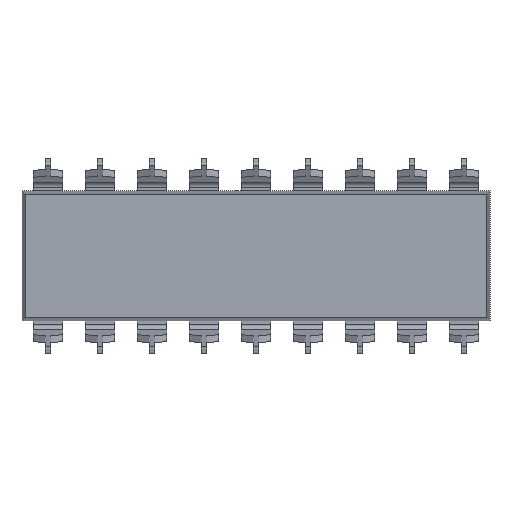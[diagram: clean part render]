
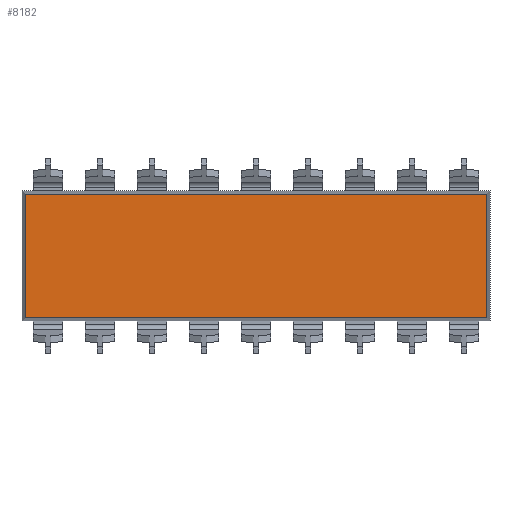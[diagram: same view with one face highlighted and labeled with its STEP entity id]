
A CAD part, front view. The second image highlights one B-rep face of the part: STEP entity #8182.
In plain terms, the highlighted planar face has unit normal (0, -1, 0).
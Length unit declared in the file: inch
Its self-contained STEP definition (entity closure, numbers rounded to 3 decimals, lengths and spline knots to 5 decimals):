
#163 = DIRECTION ( 'NONE',  ( 0., -1., 0. ) ) ;
#210 = LINE ( 'NONE', #9627, #5216 ) ;
#240 = CARTESIAN_POINT ( 'NONE',  ( 0.44423, -0.0725, -0.11923 ) ) ;
#245 = ORIENTED_EDGE ( 'NONE', *, *, #11340, .F. ) ;
#671 = ORIENTED_EDGE ( 'NONE', *, *, #6069, .F. ) ;
#676 = VECTOR ( 'NONE', #1841, 39.37008 ) ;
#903 = CARTESIAN_POINT ( 'NONE',  ( -0.44423, -0.0725, -0.11923 ) ) ;
#1841 = DIRECTION ( 'NONE',  ( 0., 0., -1. ) ) ;
#1896 = CARTESIAN_POINT ( 'NONE',  ( 0., -0.0725, 0. ) ) ;
#3485 = FACE_OUTER_BOUND ( 'NONE', #9984, .T. ) ;
#3798 = PLANE ( 'NONE',  #9164 ) ;
#4395 = DIRECTION ( 'NONE',  ( 0., 0., 1. ) ) ;
#4491 = VECTOR ( 'NONE', #5875, 39.37008 ) ;
#5216 = VECTOR ( 'NONE', #11765, 39.37008 ) ;
#5541 = LINE ( 'NONE', #8615, #676 ) ;
#5708 = DIRECTION ( 'NONE',  ( 0., 0., 1. ) ) ;
#5875 = DIRECTION ( 'NONE',  ( 1., 0., 0. ) ) ;
#5944 = CARTESIAN_POINT ( 'NONE',  ( -0.44423, -0.0725, 0.11923 ) ) ;
#6069 = EDGE_CURVE ( 'NONE', #10172, #6126, #210, .T. ) ;
#6126 = VERTEX_POINT ( 'NONE', #903 ) ;
#6137 = VERTEX_POINT ( 'NONE', #5944 ) ;
#6543 = LINE ( 'NONE', #8250, #11416 ) ;
#6827 = CARTESIAN_POINT ( 'NONE',  ( 0.44423, -0.0725, 0.11923 ) ) ;
#7077 = LINE ( 'NONE', #12578, #4491 ) ;
#7199 = EDGE_CURVE ( 'NONE', #6126, #6137, #6543, .T. ) ;
#7759 = VERTEX_POINT ( 'NONE', #6827 ) ;
#8182 = ADVANCED_FACE ( 'NONE', ( #3485 ), #3798, .T. ) ;
#8250 = CARTESIAN_POINT ( 'NONE',  ( -0.44423, -0.0725, -0.125 ) ) ;
#8615 = CARTESIAN_POINT ( 'NONE',  ( 0.44423, -0.0725, 0.125 ) ) ;
#8694 = ORIENTED_EDGE ( 'NONE', *, *, #7199, .F. ) ;
#8818 = EDGE_CURVE ( 'NONE', #7759, #10172, #5541, .T. ) ;
#9164 = AXIS2_PLACEMENT_3D ( 'NONE', #1896, #163, #5708 ) ;
#9627 = CARTESIAN_POINT ( 'NONE',  ( 0.45, -0.0725, -0.11923 ) ) ;
#9984 = EDGE_LOOP ( 'NONE', ( #245, #8694, #671, #10832 ) ) ;
#10172 = VERTEX_POINT ( 'NONE', #240 ) ;
#10832 = ORIENTED_EDGE ( 'NONE', *, *, #8818, .F. ) ;
#11340 = EDGE_CURVE ( 'NONE', #6137, #7759, #7077, .T. ) ;
#11416 = VECTOR ( 'NONE', #4395, 39.37008 ) ;
#11765 = DIRECTION ( 'NONE',  ( -1., 0., 0. ) ) ;
#12578 = CARTESIAN_POINT ( 'NONE',  ( -0.45, -0.0725, 0.11923 ) ) ;
